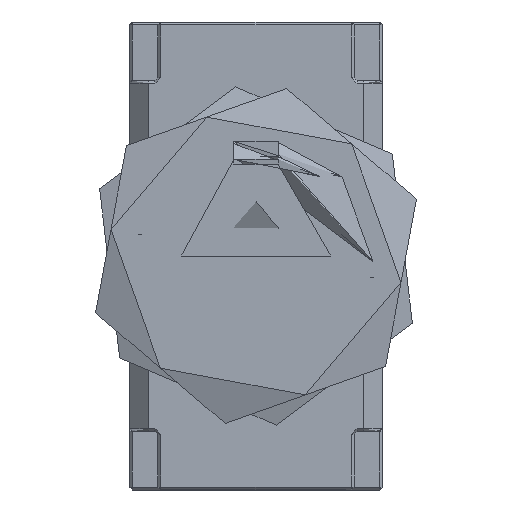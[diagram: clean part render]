
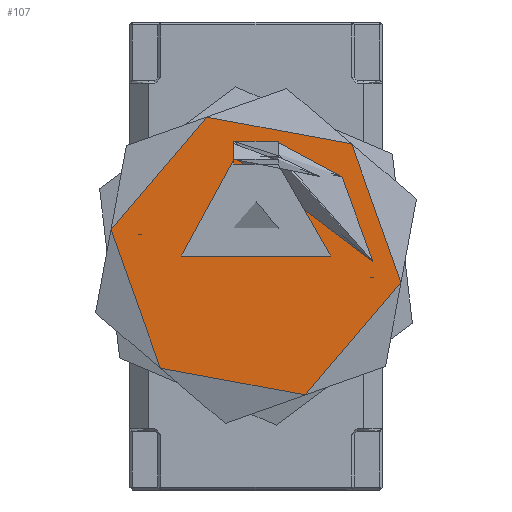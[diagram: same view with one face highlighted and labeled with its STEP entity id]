
A CAD part, front view. The second image highlights one B-rep face of the part: STEP entity #107.
In plain terms, the highlighted planar face has unit normal (0, -1, 0).
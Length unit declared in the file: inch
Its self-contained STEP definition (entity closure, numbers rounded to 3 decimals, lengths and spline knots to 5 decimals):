
#107=ADVANCED_FACE('',(#707,#672),#8491,.T.);
#672=FACE_BOUND('',#1299,.T.);
#707=FACE_OUTER_BOUND('',#1298,.T.);
#1298=EDGE_LOOP('',(#1982,#1983,#1984,#1985,#1986,#1987));
#1299=EDGE_LOOP('',(#1988,#1989));
#1982=ORIENTED_EDGE('',*,*,#4631,.T.);
#1983=ORIENTED_EDGE('',*,*,#4632,.T.);
#1984=ORIENTED_EDGE('',*,*,#4633,.T.);
#1985=ORIENTED_EDGE('',*,*,#4634,.T.);
#1986=ORIENTED_EDGE('',*,*,#4635,.T.);
#1987=ORIENTED_EDGE('',*,*,#4636,.T.);
#1988=ORIENTED_EDGE('',*,*,#4637,.F.);
#1989=ORIENTED_EDGE('',*,*,#4638,.F.);
#4631=EDGE_CURVE('',#7327,#7328,#6766,.T.);
#4632=EDGE_CURVE('',#7328,#7329,#6767,.T.);
#4633=EDGE_CURVE('',#7329,#7330,#6768,.T.);
#4634=EDGE_CURVE('',#7330,#7331,#6769,.T.);
#4635=EDGE_CURVE('',#7331,#7332,#6770,.T.);
#4636=EDGE_CURVE('',#7332,#7327,#6771,.T.);
#4637=EDGE_CURVE('',#7333,#7334,#6772,.T.);
#4638=EDGE_CURVE('',#7334,#7333,#6773,.T.);
#6766=(
BOUNDED_CURVE()
B_SPLINE_CURVE(2,(#9623,#9624,#9625),.UNSPECIFIED.,.F.,.F.)
B_SPLINE_CURVE_WITH_KNOTS((3,3),(0.,4.18879),.UNSPECIFIED.)
CURVE()
GEOMETRIC_REPRESENTATION_ITEM()
RATIONAL_B_SPLINE_CURVE((1.,0.866,1.))
REPRESENTATION_ITEM('')
);
#6767=(
BOUNDED_CURVE()
B_SPLINE_CURVE(2,(#9626,#9627,#9628),.UNSPECIFIED.,.F.,.F.)
B_SPLINE_CURVE_WITH_KNOTS((3,3),(0.,4.18879),.UNSPECIFIED.)
CURVE()
GEOMETRIC_REPRESENTATION_ITEM()
RATIONAL_B_SPLINE_CURVE((1.,0.866,1.))
REPRESENTATION_ITEM('')
);
#6768=(
BOUNDED_CURVE()
B_SPLINE_CURVE(2,(#9629,#9630,#9631),.UNSPECIFIED.,.F.,.F.)
B_SPLINE_CURVE_WITH_KNOTS((3,3),(0.,4.18879),.UNSPECIFIED.)
CURVE()
GEOMETRIC_REPRESENTATION_ITEM()
RATIONAL_B_SPLINE_CURVE((1.,0.866,1.))
REPRESENTATION_ITEM('')
);
#6769=(
BOUNDED_CURVE()
B_SPLINE_CURVE(2,(#9632,#9633,#9634),.UNSPECIFIED.,.F.,.F.)
B_SPLINE_CURVE_WITH_KNOTS((3,3),(0.,4.18879),.UNSPECIFIED.)
CURVE()
GEOMETRIC_REPRESENTATION_ITEM()
RATIONAL_B_SPLINE_CURVE((1.,0.866,1.))
REPRESENTATION_ITEM('')
);
#6770=(
BOUNDED_CURVE()
B_SPLINE_CURVE(2,(#9635,#9636,#9637),.UNSPECIFIED.,.F.,.F.)
B_SPLINE_CURVE_WITH_KNOTS((3,3),(0.,4.18879),.UNSPECIFIED.)
CURVE()
GEOMETRIC_REPRESENTATION_ITEM()
RATIONAL_B_SPLINE_CURVE((1.,0.866,1.))
REPRESENTATION_ITEM('')
);
#6771=(
BOUNDED_CURVE()
B_SPLINE_CURVE(2,(#9638,#9639,#9640),.UNSPECIFIED.,.F.,.F.)
B_SPLINE_CURVE_WITH_KNOTS((3,3),(0.,4.18879),.UNSPECIFIED.)
CURVE()
GEOMETRIC_REPRESENTATION_ITEM()
RATIONAL_B_SPLINE_CURVE((1.,0.866,1.))
REPRESENTATION_ITEM('')
);
#6772=(
BOUNDED_CURVE()
B_SPLINE_CURVE(2,(#9641,#9642,#9643,#9644,#9645),.UNSPECIFIED.,.F.,.F.)
B_SPLINE_CURVE_WITH_KNOTS((3,2,3),(0.,5.09526,10.19051),
 .UNSPECIFIED.)
CURVE()
GEOMETRIC_REPRESENTATION_ITEM()
RATIONAL_B_SPLINE_CURVE((1.,0.707,1.,0.707,1.))
REPRESENTATION_ITEM('')
);
#6773=(
BOUNDED_CURVE()
B_SPLINE_CURVE(2,(#9646,#9647,#9648,#9649,#9650),.UNSPECIFIED.,.F.,.F.)
B_SPLINE_CURVE_WITH_KNOTS((3,2,3),(0.,5.09526,10.19051),
 .UNSPECIFIED.)
CURVE()
GEOMETRIC_REPRESENTATION_ITEM()
RATIONAL_B_SPLINE_CURVE((1.,0.707,1.,0.707,1.))
REPRESENTATION_ITEM('')
);
#7327=VERTEX_POINT('',#9591);
#7328=VERTEX_POINT('',#9592);
#7329=VERTEX_POINT('',#9593);
#7330=VERTEX_POINT('',#9594);
#7331=VERTEX_POINT('',#9595);
#7332=VERTEX_POINT('',#9596);
#7333=VERTEX_POINT('',#9597);
#7334=VERTEX_POINT('',#9598);
#8491=PLANE('',#8707);
#8707=AXIS2_PLACEMENT_3D('',#9451,#8866,$);
#8866=DIRECTION('',(0.,-1.,0.));
#9451=CARTESIAN_POINT('',(0.1834,-0.24016,1.12635));
#9591=CARTESIAN_POINT('',(-0.05274,-0.24016,1.14839));
#9592=CARTESIAN_POINT('',(-0.15488,-0.24016,1.02852));
#9593=CARTESIAN_POINT('',(-0.10214,-0.24016,0.88014));
#9594=CARTESIAN_POINT('',(0.05274,-0.24016,0.85161));
#9595=CARTESIAN_POINT('',(0.15488,-0.24016,0.97148));
#9596=CARTESIAN_POINT('',(0.10214,-0.24016,1.11986));
#9597=CARTESIAN_POINT('',(0.12559,-0.24016,0.97687));
#9598=CARTESIAN_POINT('',(-0.12559,-0.24016,1.02313));
#9623=CARTESIAN_POINT('',(-0.05274,-0.24016,1.14839));
#9624=CARTESIAN_POINT('',(-0.13841,-0.24016,1.11794));
#9625=CARTESIAN_POINT('',(-0.15488,-0.24016,1.02852));
#9626=CARTESIAN_POINT('',(-0.15488,-0.24016,1.02852));
#9627=CARTESIAN_POINT('',(-0.17134,-0.24016,0.93911));
#9628=CARTESIAN_POINT('',(-0.10214,-0.24016,0.88014));
#9629=CARTESIAN_POINT('',(-0.10214,-0.24016,0.88014));
#9630=CARTESIAN_POINT('',(-0.03294,-0.24016,0.82117));
#9631=CARTESIAN_POINT('',(0.05274,-0.24016,0.85161));
#9632=CARTESIAN_POINT('',(0.05274,-0.24016,0.85161));
#9633=CARTESIAN_POINT('',(0.13841,-0.24016,0.88206));
#9634=CARTESIAN_POINT('',(0.15488,-0.24016,0.97148));
#9635=CARTESIAN_POINT('',(0.15488,-0.24016,0.97148));
#9636=CARTESIAN_POINT('',(0.17134,-0.24016,1.06089));
#9637=CARTESIAN_POINT('',(0.10214,-0.24016,1.11986));
#9638=CARTESIAN_POINT('',(0.10214,-0.24016,1.11986));
#9639=CARTESIAN_POINT('',(0.03294,-0.24016,1.17883));
#9640=CARTESIAN_POINT('',(-0.05274,-0.24016,1.14839));
#9641=CARTESIAN_POINT('',(0.12559,-0.24016,0.97687));
#9642=CARTESIAN_POINT('',(0.14873,-0.24016,1.10246));
#9643=CARTESIAN_POINT('',(0.02313,-0.24016,1.12559));
#9644=CARTESIAN_POINT('',(-0.10246,-0.24016,1.14873));
#9645=CARTESIAN_POINT('',(-0.12559,-0.24016,1.02313));
#9646=CARTESIAN_POINT('',(-0.12559,-0.24016,1.02313));
#9647=CARTESIAN_POINT('',(-0.14873,-0.24016,0.89754));
#9648=CARTESIAN_POINT('',(-0.02313,-0.24016,0.87441));
#9649=CARTESIAN_POINT('',(0.10246,-0.24016,0.85127));
#9650=CARTESIAN_POINT('',(0.12559,-0.24016,0.97687));
